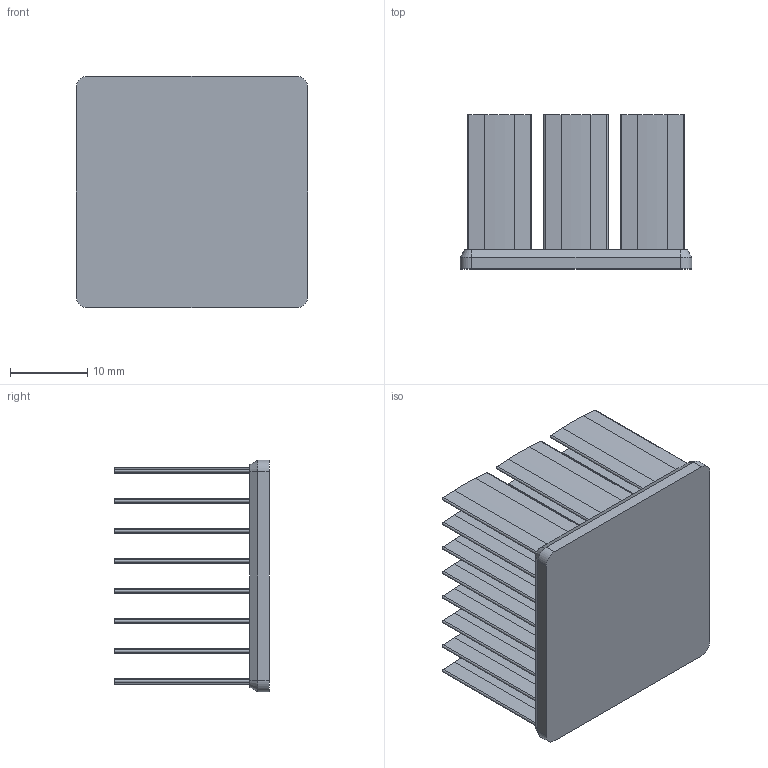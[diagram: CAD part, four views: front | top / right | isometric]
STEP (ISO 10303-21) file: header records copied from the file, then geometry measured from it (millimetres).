
FILE_DESCRIPTION((''),'1');
FILE_NAME('LPD30-20','2010-06-07T',('Administrator'),(''),'PRO/ENGINEER BY PARAMETRIC TECHNOLOGY CORPORATION, 9808','PRO/ENGINEER BY PARAMETRIC TECHNOLOGY CORPORATION, 9808','');
FILE_SCHEMA(('CONFIG_CONTROL_DESIGN'));
Length unit declared in the file: millimetre
Products named in the file (1): LPD30-20
Bounding box: 30 x 20 x 30 mm (x, y, z)
Volume: 4249.6 mm3; surface area: 9198.1 mm2
Topology: 1 solids, 1 shells, 234 faces, 616 edges, 408 vertices
Faces by surface type: plane 130, cylinder 100, cone 4
Entity records: 7298 total; most frequent: DIRECTION 1288, CARTESIAN_POINT 1258, ORIENTED_EDGE 1232, EDGE_CURVE 616, AXIS2_PLACEMENT_3D 438, VECTOR 412, LINE 412, VERTEX_POINT 408
